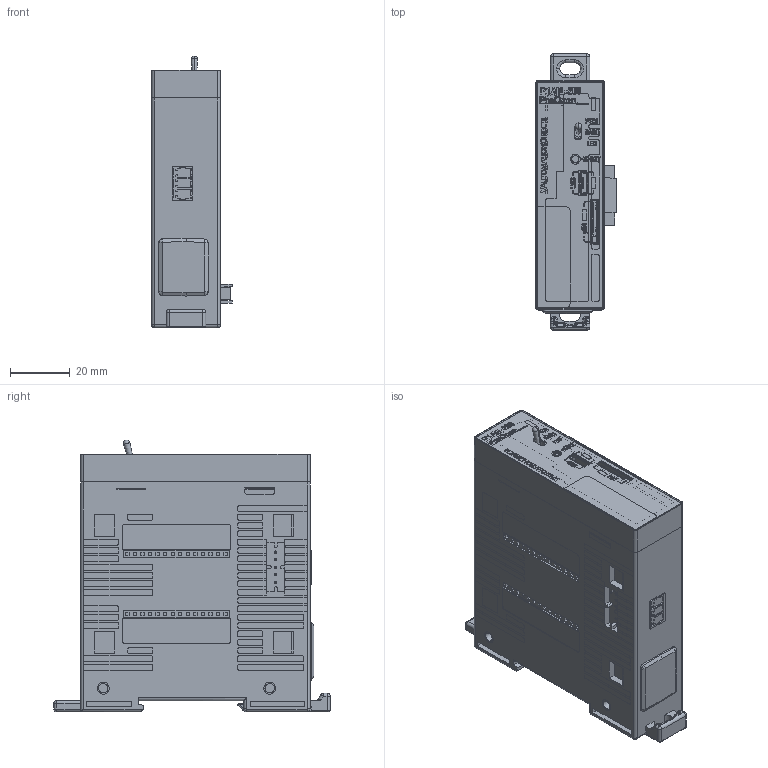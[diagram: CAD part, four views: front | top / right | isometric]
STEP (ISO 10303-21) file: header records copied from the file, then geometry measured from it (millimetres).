
FILE_DESCRIPTION (( 'STEP AP214' ), '1' );
FILE_NAME ('P1AM-200 from P1AM-100 Br1 Coordfix n Mergw sketches 2c EXT1 comb1 New Mod WO FACE 1a B coord sr1 fxt.STEP', '2023-08-08T22:53:59', ( '' ), ( '' ), 'SwSTEP 2.0', 'SolidWorks 2021', '' );
FILE_SCHEMA (( 'AUTOMOTIVE_DESIGN' ));
Length unit declared in the file: inch
Products named in the file (1): P1AM-200 from P1AM-100 Br1 Coordfix n Mergw sketches 2c EXT1 comb1 New Mod WO FACE 1a B coord sr1 fxt
Bounding box: 27.05 x 92.75 x 91.25 mm (x, y, z)
Volume: 137797.6 mm3; surface area: 33642.4 mm2
Topology: 8 solids, 8 shells, 4984 faces, 13450 edges, 8788 vertices
Faces by surface type: plane 3124, bspline 1090, cylinder 705, sphere 26, torus 22, cone 17
Entity records: 186562 total; most frequent: CARTESIAN_POINT 65560, ORIENTED_EDGE 26844, DIRECTION 19659, EDGE_CURVE 13422, LINE 9483, VECTOR 9483, VERTEX_POINT 8784, EDGE_LOOP 5438
